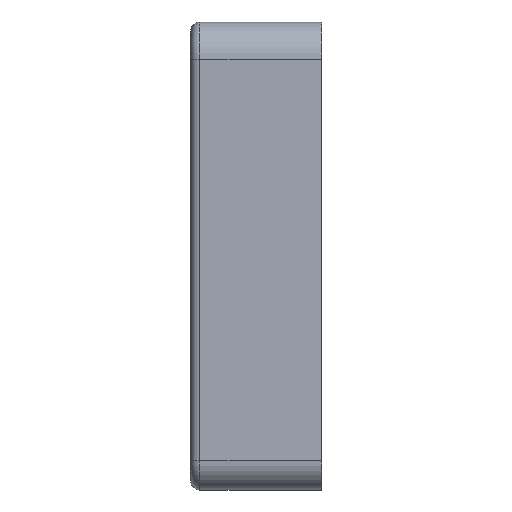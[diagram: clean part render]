
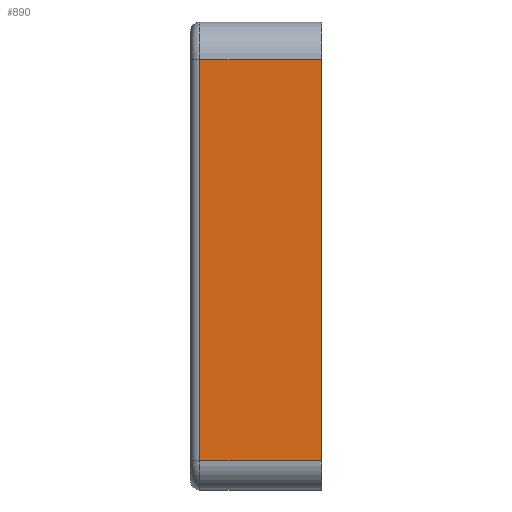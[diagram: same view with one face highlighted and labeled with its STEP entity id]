
A CAD part, left-side view. The second image highlights one B-rep face of the part: STEP entity #890.
In plain terms, the highlighted planar face has unit normal (-1, 0, 0).
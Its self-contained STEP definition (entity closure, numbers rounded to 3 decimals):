
#57=DIRECTION('',(0.,0.,1.));
#58=VECTOR('',#57,42.9);
#59=CARTESIAN_POINT('',(-55.1,0.,-21.9));
#60=LINE('',#59,#58);
#308=DIRECTION('',(0.,-1.,0.));
#309=VECTOR('',#308,13.);
#310=CARTESIAN_POINT('',(-55.1,13.,21.));
#311=LINE('',#310,#309);
#312=DIRECTION('',(0.,-1.,0.));
#313=VECTOR('',#312,13.);
#314=CARTESIAN_POINT('',(-55.1,13.,-21.9));
#315=LINE('',#314,#313);
#316=DIRECTION('',(0.,0.,-1.));
#317=VECTOR('',#316,42.9);
#318=CARTESIAN_POINT('',(-55.1,13.,21.));
#319=LINE('',#318,#317);
#374=CARTESIAN_POINT('',(-55.1,0.,21.));
#376=VERTEX_POINT('',#374);
#377=CARTESIAN_POINT('',(-55.1,0.,-21.9));
#379=VERTEX_POINT('',#377);
#405=CARTESIAN_POINT('',(-55.1,13.,21.));
#406=VERTEX_POINT('',#405);
#407=CARTESIAN_POINT('',(-55.1,13.,-21.9));
#408=VERTEX_POINT('',#407);
#878=CARTESIAN_POINT('',(-55.1,0.,-25.));
#879=DIRECTION('',(-1.,0.,0.));
#880=DIRECTION('',(0.,0.,1.));
#881=AXIS2_PLACEMENT_3D('',#878,#879,#880);
#882=PLANE('',#881);
#883=ORIENTED_EDGE('',*,*,#870,.T.);
#884=ORIENTED_EDGE('',*,*,#440,.F.);
#885=ORIENTED_EDGE('',*,*,#724,.F.);
#887=ORIENTED_EDGE('',*,*,#886,.F.);
#888=EDGE_LOOP('',(#883,#884,#885,#887));
#889=FACE_OUTER_BOUND('',#888,.F.);
#890=ADVANCED_FACE('',(#889),#882,.T.);
#440=EDGE_CURVE('',#379,#376,#60,.T.);
#724=EDGE_CURVE('',#408,#379,#315,.T.);
#870=EDGE_CURVE('',#406,#376,#311,.T.);
#886=EDGE_CURVE('',#406,#408,#319,.T.);
